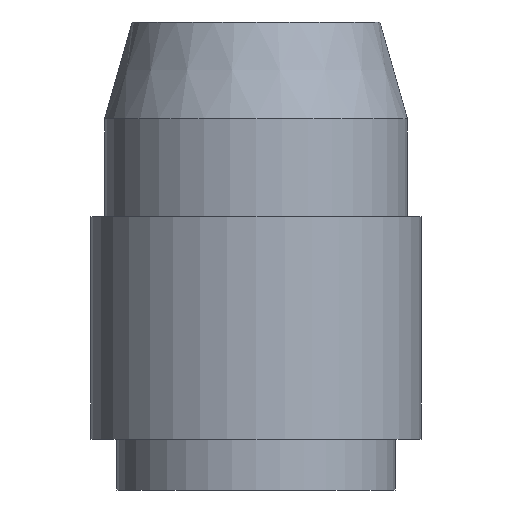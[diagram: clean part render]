
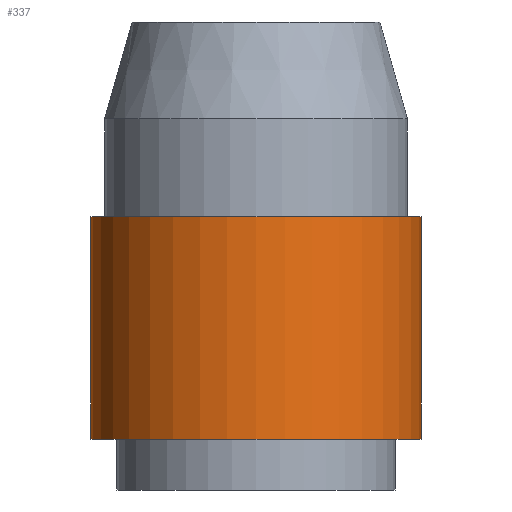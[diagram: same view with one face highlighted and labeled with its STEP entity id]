
A CAD part, front view. The second image highlights one B-rep face of the part: STEP entity #337.
In plain terms, the highlighted cylindrical face has radius 12 mm (diameter 24 mm), a partial arc.
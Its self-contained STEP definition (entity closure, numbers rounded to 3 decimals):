
#14 = DIRECTION ( 'NONE',  ( 1., 0., 0. ) ) ;
#48 = ORIENTED_EDGE ( 'NONE', *, *, #355, .T. ) ;
#60 = VERTEX_POINT ( 'NONE', #329 ) ;
#69 = DIRECTION ( 'NONE',  ( 0., 0., 1. ) ) ;
#81 = VECTOR ( 'NONE', #268, 1000. ) ;
#122 = CARTESIAN_POINT ( 'NONE',  ( -12., 0., 3.7 ) ) ;
#123 = ORIENTED_EDGE ( 'NONE', *, *, #455, .F. ) ;
#133 = AXIS2_PLACEMENT_3D ( 'NONE', #356, #69, #14 ) ;
#161 = CIRCLE ( 'NONE', #133, 12. ) ;
#171 = CYLINDRICAL_SURFACE ( 'NONE', #305, 12. ) ;
#174 = DIRECTION ( 'NONE',  ( 1., 0., 0. ) ) ;
#182 = VERTEX_POINT ( 'NONE', #205 ) ;
#188 = DIRECTION ( 'NONE',  ( 0., 0., 1. ) ) ;
#194 = FACE_OUTER_BOUND ( 'NONE', #335, .T. ) ;
#199 = LINE ( 'NONE', #228, #81 ) ;
#201 = EDGE_CURVE ( 'NONE', #518, #182, #215, .T. ) ;
#205 = CARTESIAN_POINT ( 'NONE',  ( 12., 0., 3.7 ) ) ;
#215 = CIRCLE ( 'NONE', #520, 12. ) ;
#228 = CARTESIAN_POINT ( 'NONE',  ( -12., 0., 0. ) ) ;
#263 = CARTESIAN_POINT ( 'NONE',  ( 0., 0., 3.7 ) ) ;
#268 = DIRECTION ( 'NONE',  ( 0., 0., 1. ) ) ;
#285 = VECTOR ( 'NONE', #188, 1000. ) ;
#301 = DIRECTION ( 'NONE',  ( 0., 0., 1. ) ) ;
#305 = AXIS2_PLACEMENT_3D ( 'NONE', #396, #301, #174 ) ;
#329 = CARTESIAN_POINT ( 'NONE',  ( 12., 0., 19.86 ) ) ;
#335 = EDGE_LOOP ( 'NONE', ( #123, #463, #48, #386 ) ) ;
#337 = ADVANCED_FACE ( 'NONE', ( #194 ), #171, .T. ) ;
#342 = EDGE_CURVE ( 'NONE', #496, #60, #161, .T. ) ;
#346 = DIRECTION ( 'NONE',  ( 0., 0., 1. ) ) ;
#355 = EDGE_CURVE ( 'NONE', #182, #60, #385, .T. ) ;
#356 = CARTESIAN_POINT ( 'NONE',  ( 0., 0., 19.86 ) ) ;
#385 = LINE ( 'NONE', #405, #285 ) ;
#386 = ORIENTED_EDGE ( 'NONE', *, *, #342, .F. ) ;
#396 = CARTESIAN_POINT ( 'NONE',  ( 0., 0., 0. ) ) ;
#403 = CARTESIAN_POINT ( 'NONE',  ( -12., 0., 19.86 ) ) ;
#405 = CARTESIAN_POINT ( 'NONE',  ( 12., 0., 0. ) ) ;
#435 = DIRECTION ( 'NONE',  ( 1., 0., 0. ) ) ;
#455 = EDGE_CURVE ( 'NONE', #518, #496, #199, .T. ) ;
#463 = ORIENTED_EDGE ( 'NONE', *, *, #201, .T. ) ;
#496 = VERTEX_POINT ( 'NONE', #403 ) ;
#518 = VERTEX_POINT ( 'NONE', #122 ) ;
#520 = AXIS2_PLACEMENT_3D ( 'NONE', #263, #346, #435 ) ;
